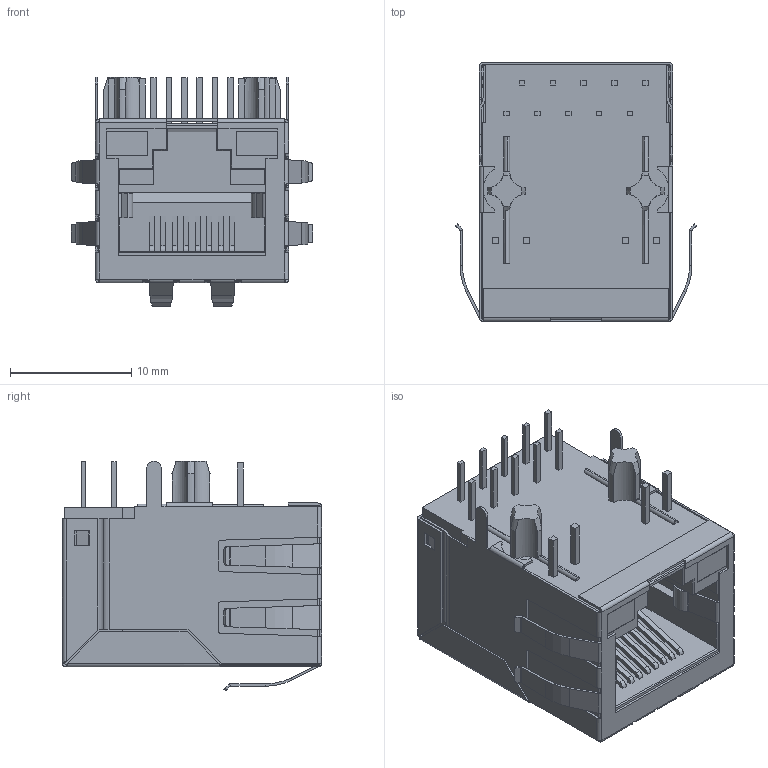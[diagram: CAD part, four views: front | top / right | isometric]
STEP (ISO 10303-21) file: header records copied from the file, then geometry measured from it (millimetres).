
FILE_DESCRIPTION( ( 'Unknown' ), '1' );
FILE_NAME( '74991114411.stp', 'Unknown', ( 'Unknown' ), ( 'Unknown' ), 'PSStep 21.0.46', 'Unknown', ' ' );
FILE_SCHEMA( ( 'AUTOMOTIVE_DESIGN { 1 0 10303 214 1 1 1 1 }' ) );
Length unit declared in the file: millimetre
Products named in the file (3): Assem1; Insulator; Shielding
Assembly tree (2 placements, depth 2):
  Assem1
    Insulator
    Shielding
Bounding box: 19.87 x 21.35 x 18.93 mm (x, y, z)
Volume: 3360.9 mm3; surface area: 5113.1 mm2
Topology: 2 solids, 2 shells, 766 faces, 1955 edges, 1204 vertices
Faces by surface type: plane 503, cylinder 187, bspline 50, extrusion 16, cone 8, sphere 2
Entity records: 30061 total; most frequent: CARTESIAN_POINT 5886, ORIENTED_EDGE 3904, DIRECTION 3392, EDGE_CURVE 1952, VECTOR 1402, LINE 1386, VERTEX_POINT 1204, AXIS2_PLACEMENT_3D 995
